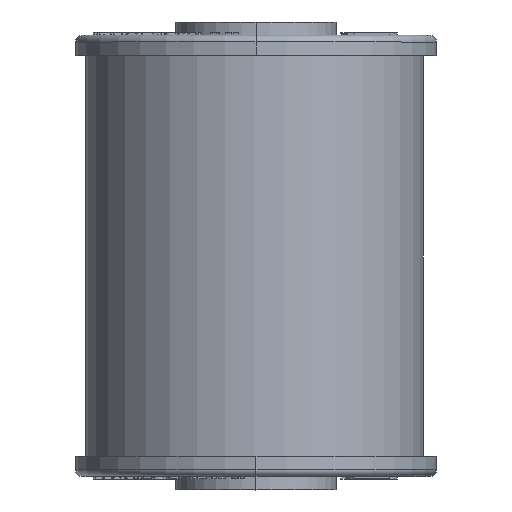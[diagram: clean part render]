
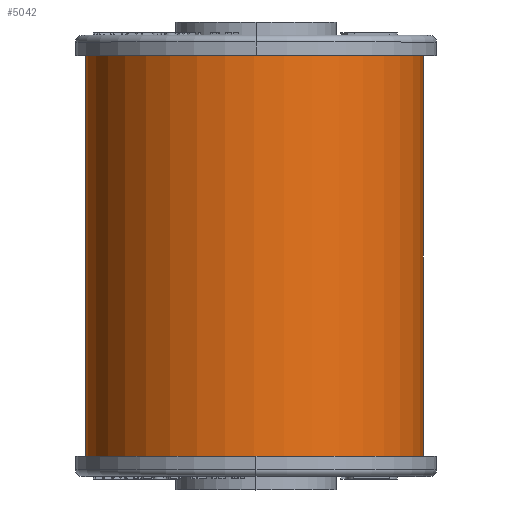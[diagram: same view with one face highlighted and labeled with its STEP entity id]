
A CAD part, top view. The second image highlights one B-rep face of the part: STEP entity #5042.
In plain terms, the highlighted cylindrical face has radius 12.625 mm (diameter 25.25 mm), a partial arc.
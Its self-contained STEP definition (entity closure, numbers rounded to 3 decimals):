
#721 = CARTESIAN_POINT ( 'NONE',  ( -0.125, 0., 0. ) ) ;
#1593 = CARTESIAN_POINT ( 'NONE',  ( -12.75, 0., 0. ) ) ;
#2505 = CARTESIAN_POINT ( 'NONE',  ( -12.75, 30., 0. ) ) ;
#2651 = EDGE_LOOP ( 'NONE', ( #18676, #8071, #22970, #18156 ) ) ;
#3756 = DIRECTION ( 'NONE',  ( 0., 0., -1. ) ) ;
#4369 = CARTESIAN_POINT ( 'NONE',  ( -0.125, 30., 0. ) ) ;
#4772 = EDGE_CURVE ( 'NONE', #13488, #10991, #13401, .T. ) ;
#5042 = ADVANCED_FACE ( 'NONE', ( #10943 ), #20164, .T. ) ;
#6323 = VERTEX_POINT ( 'NONE', #1593 ) ;
#6355 = CARTESIAN_POINT ( 'NONE',  ( 12.5, 30., 0. ) ) ;
#7707 = EDGE_CURVE ( 'NONE', #10991, #6323, #16995, .T. ) ;
#8006 = DIRECTION ( 'NONE',  ( 0., -1., 0. ) ) ;
#8071 = ORIENTED_EDGE ( 'NONE', *, *, #22982, .F. ) ;
#10943 = FACE_OUTER_BOUND ( 'NONE', #2651, .T. ) ;
#10991 = VERTEX_POINT ( 'NONE', #14468 ) ;
#11109 = AXIS2_PLACEMENT_3D ( 'NONE', #4369, #15499, #19222 ) ;
#11496 = AXIS2_PLACEMENT_3D ( 'NONE', #21954, #18018, #3756 ) ;
#11880 = CARTESIAN_POINT ( 'NONE',  ( 12.5, 30., 0. ) ) ;
#13401 = CIRCLE ( 'NONE', #11109, 12.625 ) ;
#13432 = LINE ( 'NONE', #6355, #22059 ) ;
#13488 = VERTEX_POINT ( 'NONE', #11880 ) ;
#13867 = VECTOR ( 'NONE', #18562, 1000. ) ;
#14468 = CARTESIAN_POINT ( 'NONE',  ( -12.75, 30., 0. ) ) ;
#14633 = AXIS2_PLACEMENT_3D ( 'NONE', #721, #8006, #22512 ) ;
#15499 = DIRECTION ( 'NONE',  ( 0., -1., 0. ) ) ;
#16987 = EDGE_CURVE ( 'NONE', #20125, #6323, #21122, .T. ) ;
#16995 = LINE ( 'NONE', #2505, #13867 ) ;
#18018 = DIRECTION ( 'NONE',  ( 0., -1., 0. ) ) ;
#18156 = ORIENTED_EDGE ( 'NONE', *, *, #7707, .T. ) ;
#18562 = DIRECTION ( 'NONE',  ( 0., -1., 0. ) ) ;
#18676 = ORIENTED_EDGE ( 'NONE', *, *, #16987, .F. ) ;
#19222 = DIRECTION ( 'NONE',  ( 1., 0., 0. ) ) ;
#20125 = VERTEX_POINT ( 'NONE', #22518 ) ;
#20164 = CYLINDRICAL_SURFACE ( 'NONE', #11496, 12.625 ) ;
#20856 = DIRECTION ( 'NONE',  ( 0., -1., 0. ) ) ;
#21122 = CIRCLE ( 'NONE', #14633, 12.625 ) ;
#21954 = CARTESIAN_POINT ( 'NONE',  ( -0.125, 30., 0. ) ) ;
#22059 = VECTOR ( 'NONE', #20856, 1000. ) ;
#22512 = DIRECTION ( 'NONE',  ( 1., 0., 0. ) ) ;
#22518 = CARTESIAN_POINT ( 'NONE',  ( 12.5, 0., 0. ) ) ;
#22970 = ORIENTED_EDGE ( 'NONE', *, *, #4772, .T. ) ;
#22982 = EDGE_CURVE ( 'NONE', #13488, #20125, #13432, .T. ) ;
